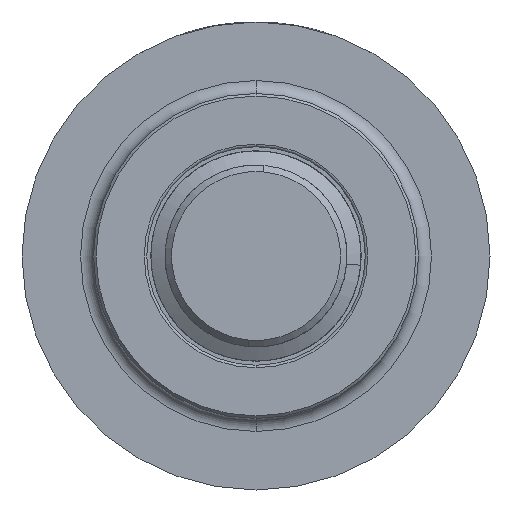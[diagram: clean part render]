
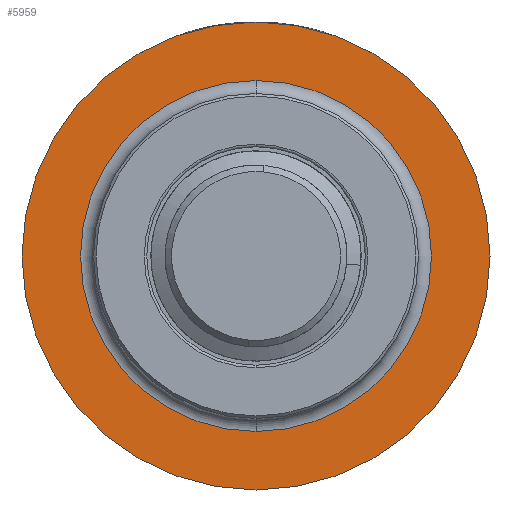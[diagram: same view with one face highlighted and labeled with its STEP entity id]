
A CAD part, front view. The second image highlights one B-rep face of the part: STEP entity #5959.
In plain terms, the highlighted planar face has unit normal (0, -1, 0).
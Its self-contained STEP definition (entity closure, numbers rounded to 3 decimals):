
#108 = CARTESIAN_POINT ( 'NONE',  ( 0., 4.42, 0. ) ) ;
#162 = CARTESIAN_POINT ( 'NONE',  ( 0., 4.42, 13.5 ) ) ;
#508 = CARTESIAN_POINT ( 'NONE',  ( 0., 4.42, 18. ) ) ;
#664 = DIRECTION ( 'NONE',  ( 0., 0., -1. ) ) ;
#772 = CARTESIAN_POINT ( 'NONE',  ( 0., 4.42, -13.5 ) ) ;
#855 = VERTEX_POINT ( 'NONE', #4155 ) ;
#1968 = EDGE_CURVE ( 'NONE', #6107, #6502, #4993, .T. ) ;
#1996 = DIRECTION ( 'NONE',  ( 0., 0., -1. ) ) ;
#2033 = EDGE_CURVE ( 'NONE', #855, #5539, #3300, .T. ) ;
#2181 = CIRCLE ( 'NONE', #6933, 13.5 ) ;
#2583 = ORIENTED_EDGE ( 'NONE', *, *, #2033, .T. ) ;
#2646 = AXIS2_PLACEMENT_3D ( 'NONE', #5686, #6308, #6951 ) ;
#2680 = DIRECTION ( 'NONE',  ( 0., -1., 0. ) ) ;
#2814 = DIRECTION ( 'NONE',  ( 0., 0., -1. ) ) ;
#3204 = CARTESIAN_POINT ( 'NONE',  ( 0., 4.42, 0. ) ) ;
#3300 = CIRCLE ( 'NONE', #7472, 18. ) ;
#3640 = CIRCLE ( 'NONE', #6421, 18. ) ;
#3806 = DIRECTION ( 'NONE',  ( 0., -1., 0. ) ) ;
#4155 = CARTESIAN_POINT ( 'NONE',  ( 0., 4.42, -18. ) ) ;
#4187 = CARTESIAN_POINT ( 'NONE',  ( 0., 4.42, 0. ) ) ;
#4789 = EDGE_CURVE ( 'NONE', #6502, #6107, #2181, .T. ) ;
#4801 = DIRECTION ( 'NONE',  ( 0., -1., 0. ) ) ;
#4993 = CIRCLE ( 'NONE', #2646, 13.5 ) ;
#5015 = ORIENTED_EDGE ( 'NONE', *, *, #1968, .F. ) ;
#5052 = AXIS2_PLACEMENT_3D ( 'NONE', #5121, #3806, #664 ) ;
#5121 = CARTESIAN_POINT ( 'NONE',  ( 13.5, 4.42, 0. ) ) ;
#5539 = VERTEX_POINT ( 'NONE', #508 ) ;
#5616 = FACE_OUTER_BOUND ( 'NONE', #6395, .T. ) ;
#5686 = CARTESIAN_POINT ( 'NONE',  ( 0., 4.42, 0. ) ) ;
#5744 = PLANE ( 'NONE',  #5052 ) ;
#5783 = DIRECTION ( 'NONE',  ( 0., -1., 0. ) ) ;
#5838 = DIRECTION ( 'NONE',  ( 0., 0., -1. ) ) ;
#5959 = ADVANCED_FACE ( 'NONE', ( #5616, #7890 ), #5744, .T. ) ;
#6107 = VERTEX_POINT ( 'NONE', #772 ) ;
#6308 = DIRECTION ( 'NONE',  ( 0., -1., 0. ) ) ;
#6395 = EDGE_LOOP ( 'NONE', ( #2583, #6799 ) ) ;
#6421 = AXIS2_PLACEMENT_3D ( 'NONE', #3204, #2680, #5838 ) ;
#6502 = VERTEX_POINT ( 'NONE', #162 ) ;
#6567 = ORIENTED_EDGE ( 'NONE', *, *, #4789, .F. ) ;
#6799 = ORIENTED_EDGE ( 'NONE', *, *, #7400, .T. ) ;
#6933 = AXIS2_PLACEMENT_3D ( 'NONE', #4187, #4801, #2814 ) ;
#6951 = DIRECTION ( 'NONE',  ( 0., 0., -1. ) ) ;
#7256 = EDGE_LOOP ( 'NONE', ( #5015, #6567 ) ) ;
#7400 = EDGE_CURVE ( 'NONE', #5539, #855, #3640, .T. ) ;
#7472 = AXIS2_PLACEMENT_3D ( 'NONE', #108, #5783, #1996 ) ;
#7890 = FACE_BOUND ( 'NONE', #7256, .T. ) ;
